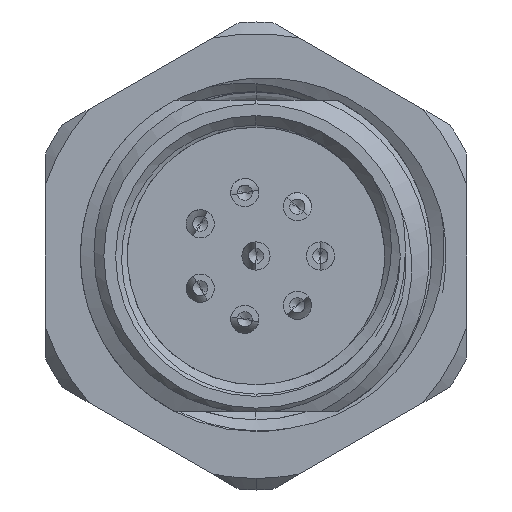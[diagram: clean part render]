
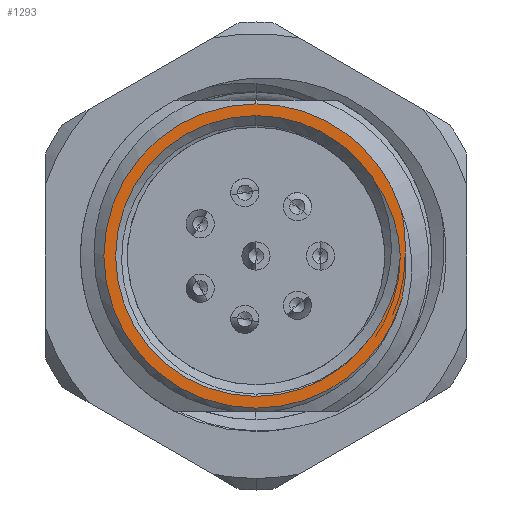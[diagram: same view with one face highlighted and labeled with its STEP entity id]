
A CAD part, left-side view. The second image highlights one B-rep face of the part: STEP entity #1293.
In plain terms, the highlighted planar face has unit normal (-1, 0, 0).
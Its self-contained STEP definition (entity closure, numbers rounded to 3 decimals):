
#137 = CARTESIAN_POINT ( 'NONE',  ( -15.3, -6.313, -1.489 ) ) ;
#233 = CARTESIAN_POINT ( 'NONE',  ( -15.3, 0., 0. ) ) ;
#818 = ORIENTED_EDGE ( 'NONE', *, *, #7529, .T. ) ;
#832 = EDGE_LOOP ( 'NONE', ( #1788, #9783, #6247, #7890, #9591 ) ) ;
#1063 = AXIS2_PLACEMENT_3D ( 'NONE', #7779, #2140, #9689 ) ;
#1182 = CARTESIAN_POINT ( 'NONE',  ( -15.3, -6.247, -1.796 ) ) ;
#1293 = ADVANCED_FACE ( 'NONE', ( #11587, #11893 ), #10349, .F. ) ;
#1509 = CARTESIAN_POINT ( 'NONE',  ( -15.3, -6.407, 0.715 ) ) ;
#1541 = CARTESIAN_POINT ( 'NONE',  ( -15.3, -6.14, -0.612 ) ) ;
#1708 = CARTESIAN_POINT ( 'NONE',  ( -15.3, -6.166, 0.001 ) ) ;
#1779 = EDGE_CURVE ( 'NONE', #2907, #1938, #6889, .T. ) ;
#1788 = ORIENTED_EDGE ( 'NONE', *, *, #4882, .T. ) ;
#1938 = VERTEX_POINT ( 'NONE', #11856 ) ;
#2140 = DIRECTION ( 'NONE',  ( -1., 0., 0. ) ) ;
#2342 = CIRCLE ( 'NONE', #6823, 6. ) ;
#2394 = CIRCLE ( 'NONE', #8907, 6.5 ) ;
#2426 = ORIENTED_EDGE ( 'NONE', *, *, #3559, .T. ) ;
#2428 = CARTESIAN_POINT ( 'NONE',  ( -15.3, -6.349, 1.337 ) ) ;
#2464 = DIRECTION ( 'NONE',  ( 0., 0., -1. ) ) ;
#2540 = CARTESIAN_POINT ( 'NONE',  ( -15.3, -6.024, -1.206 ) ) ;
#2569 = B_SPLINE_CURVE_WITH_KNOTS ( 'NONE', 3,
 ( #1182, #137, #9715, #4077, #5021, #5843 ),
 .UNSPECIFIED., .F., .F.,
 ( 4, 2, 4 ),
 ( 0.007, 0.007, 0.008 ),
 .UNSPECIFIED. ) ;
#2799 = DIRECTION ( 'NONE',  ( 1., 0., 0. ) ) ;
#2907 = VERTEX_POINT ( 'NONE', #5112 ) ;
#2968 = CIRCLE ( 'NONE', #9384, 6. ) ;
#2990 = CARTESIAN_POINT ( 'NONE',  ( -15.3, -6.166, 0.001 ) ) ;
#3185 = VERTEX_POINT ( 'NONE', #3815 ) ;
#3396 = EDGE_CURVE ( 'NONE', #3730, #8386, #3960, .T. ) ;
#3493 = CARTESIAN_POINT ( 'NONE',  ( -15.3, -4.958, -3.379 ) ) ;
#3559 = EDGE_CURVE ( 'NONE', #5253, #3185, #2968, .T. ) ;
#3730 = VERTEX_POINT ( 'NONE', #8707 ) ;
#3815 = CARTESIAN_POINT ( 'NONE',  ( -15.3, 0., -6. ) ) ;
#3873 = B_SPLINE_CURVE_WITH_KNOTS ( 'NONE', 3,
 ( #1708, #1541, #2540, #8296, #6338, #5428, #11040, #3493 ),
 .UNSPECIFIED., .F., .F.,
 ( 4, 2, 2, 4 ),
 ( 0., 0.002, 0.003, 0.004 ),
 .UNSPECIFIED. ) ;
#3948 = DIRECTION ( 'NONE',  ( 0., 0., -1. ) ) ;
#3960 = CIRCLE ( 'NONE', #5896, 6.5 ) ;
#4077 = CARTESIAN_POINT ( 'NONE',  ( -15.3, -6.4, -0.547 ) ) ;
#4084 = DIRECTION ( 'NONE',  ( 0., 0., -1. ) ) ;
#4307 = ORIENTED_EDGE ( 'NONE', *, *, #7629, .T. ) ;
#4366 = VERTEX_POINT ( 'NONE', #5157 ) ;
#4561 = CIRCLE ( 'NONE', #1063, 6.5 ) ;
#4734 = CARTESIAN_POINT ( 'NONE',  ( -15.3, -5.304, 2.88 ) ) ;
#4838 = DIRECTION ( 'NONE',  ( 1., 0., 0. ) ) ;
#4882 = EDGE_CURVE ( 'NONE', #8386, #7131, #2569, .T. ) ;
#5021 = CARTESIAN_POINT ( 'NONE',  ( -15.3, -6.399, -0.232 ) ) ;
#5112 = CARTESIAN_POINT ( 'NONE',  ( -15.3, -4.958, 3.38 ) ) ;
#5157 = CARTESIAN_POINT ( 'NONE',  ( -15.3, 0., 6. ) ) ;
#5253 = VERTEX_POINT ( 'NONE', #10157 ) ;
#5313 = CARTESIAN_POINT ( 'NONE',  ( -15.3, 0., 6.5 ) ) ;
#5428 = CARTESIAN_POINT ( 'NONE',  ( -15.3, -5.304, -2.881 ) ) ;
#5508 = CARTESIAN_POINT ( 'NONE',  ( -15.3, -4.958, 3.38 ) ) ;
#5537 = AXIS2_PLACEMENT_3D ( 'NONE', #9545, #11433, #9589 ) ;
#5689 = EDGE_LOOP ( 'NONE', ( #2426, #818, #6594, #12019, #4307 ) ) ;
#5843 = CARTESIAN_POINT ( 'NONE',  ( -15.3, -6.374, 0.083 ) ) ;
#5896 = AXIS2_PLACEMENT_3D ( 'NONE', #233, #6998, #4084 ) ;
#6097 = DIRECTION ( 'NONE',  ( 1., 0., 0. ) ) ;
#6175 = CARTESIAN_POINT ( 'NONE',  ( -15.3, 0., 0. ) ) ;
#6247 = ORIENTED_EDGE ( 'NONE', *, *, #8375, .T. ) ;
#6338 = CARTESIAN_POINT ( 'NONE',  ( -15.3, -5.591, -2.348 ) ) ;
#6439 = CARTESIAN_POINT ( 'NONE',  ( -15.3, 0., 0. ) ) ;
#6594 = ORIENTED_EDGE ( 'NONE', *, *, #8003, .T. ) ;
#6616 = CIRCLE ( 'NONE', #5537, 6. ) ;
#6665 = CARTESIAN_POINT ( 'NONE',  ( -15.3, -5.715, 2.069 ) ) ;
#6785 = CARTESIAN_POINT ( 'NONE',  ( -15.3, -6.14, 0.612 ) ) ;
#6823 = AXIS2_PLACEMENT_3D ( 'NONE', #6175, #6097, #2464 ) ;
#6889 = B_SPLINE_CURVE_WITH_KNOTS ( 'NONE', 3,
 ( #5508, #10322, #4734, #7604, #6665, #10492, #6785, #2990 ),
 .UNSPECIFIED., .F., .F.,
 ( 4, 2, 2, 4 ),
 ( 0.014, 0.015, 0.016, 0.018 ),
 .UNSPECIFIED. ) ;
#6998 = DIRECTION ( 'NONE',  ( -1., 0., 0. ) ) ;
#7131 = VERTEX_POINT ( 'NONE', #11127 ) ;
#7149 = VERTEX_POINT ( 'NONE', #10139 ) ;
#7412 = EDGE_CURVE ( 'NONE', #7596, #3730, #4561, .T. ) ;
#7529 = EDGE_CURVE ( 'NONE', #3185, #4366, #2342, .T. ) ;
#7596 = VERTEX_POINT ( 'NONE', #5313 ) ;
#7604 = CARTESIAN_POINT ( 'NONE',  ( -15.3, -5.593, 2.345 ) ) ;
#7629 = EDGE_CURVE ( 'NONE', #1938, #5253, #3873, .T. ) ;
#7779 = CARTESIAN_POINT ( 'NONE',  ( -15.3, 0., 0. ) ) ;
#7890 = ORIENTED_EDGE ( 'NONE', *, *, #7412, .T. ) ;
#8003 = EDGE_CURVE ( 'NONE', #4366, #2907, #6616, .T. ) ;
#8096 = AXIS2_PLACEMENT_3D ( 'NONE', #11385, #4838, #3948 ) ;
#8145 = CARTESIAN_POINT ( 'NONE',  ( -15.3, -6.201, 1.948 ) ) ;
#8296 = CARTESIAN_POINT ( 'NONE',  ( -15.3, -5.716, -2.067 ) ) ;
#8375 = EDGE_CURVE ( 'NONE', #7149, #7596, #2394, .T. ) ;
#8386 = VERTEX_POINT ( 'NONE', #8979 ) ;
#8464 = DIRECTION ( 'NONE',  ( 0., 0., -1. ) ) ;
#8707 = CARTESIAN_POINT ( 'NONE',  ( -15.3, 0., -6.5 ) ) ;
#8907 = AXIS2_PLACEMENT_3D ( 'NONE', #6439, #9376, #11067 ) ;
#8979 = CARTESIAN_POINT ( 'NONE',  ( -15.3, -6.247, -1.796 ) ) ;
#8990 = EDGE_CURVE ( 'NONE', #7131, #7149, #9520, .T. ) ;
#9376 = DIRECTION ( 'NONE',  ( -1., 0., 0. ) ) ;
#9384 = AXIS2_PLACEMENT_3D ( 'NONE', #10336, #2799, #8464 ) ;
#9520 = B_SPLINE_CURVE_WITH_KNOTS ( 'NONE', 3,
 ( #11870, #1509, #2428, #8145 ),
 .UNSPECIFIED., .F., .F.,
 ( 4, 4 ),
 ( 0., 0.002 ),
 .UNSPECIFIED. ) ;
#9545 = CARTESIAN_POINT ( 'NONE',  ( -15.3, 0., 0. ) ) ;
#9589 = DIRECTION ( 'NONE',  ( 0., 0., -1. ) ) ;
#9591 = ORIENTED_EDGE ( 'NONE', *, *, #3396, .T. ) ;
#9689 = DIRECTION ( 'NONE',  ( 0., 0., -1. ) ) ;
#9715 = CARTESIAN_POINT ( 'NONE',  ( -15.3, -6.357, -1.174 ) ) ;
#9783 = ORIENTED_EDGE ( 'NONE', *, *, #8990, .T. ) ;
#10139 = CARTESIAN_POINT ( 'NONE',  ( -15.3, -6.201, 1.948 ) ) ;
#10157 = CARTESIAN_POINT ( 'NONE',  ( -15.3, -4.958, -3.379 ) ) ;
#10322 = CARTESIAN_POINT ( 'NONE',  ( -15.3, -5.139, 3.138 ) ) ;
#10336 = CARTESIAN_POINT ( 'NONE',  ( -15.3, 0., 0. ) ) ;
#10349 = PLANE ( 'NONE',  #8096 ) ;
#10492 = CARTESIAN_POINT ( 'NONE',  ( -15.3, -6.02, 1.217 ) ) ;
#11040 = CARTESIAN_POINT ( 'NONE',  ( -15.3, -5.141, -3.136 ) ) ;
#11067 = DIRECTION ( 'NONE',  ( 0., 0., -1. ) ) ;
#11127 = CARTESIAN_POINT ( 'NONE',  ( -15.3, -6.374, 0.083 ) ) ;
#11385 = CARTESIAN_POINT ( 'NONE',  ( -15.3, 7.5, 0. ) ) ;
#11433 = DIRECTION ( 'NONE',  ( 1., 0., 0. ) ) ;
#11587 = FACE_BOUND ( 'NONE', #5689, .T. ) ;
#11856 = CARTESIAN_POINT ( 'NONE',  ( -15.3, -6.166, 0.001 ) ) ;
#11870 = CARTESIAN_POINT ( 'NONE',  ( -15.3, -6.374, 0.083 ) ) ;
#11893 = FACE_OUTER_BOUND ( 'NONE', #832, .T. ) ;
#12019 = ORIENTED_EDGE ( 'NONE', *, *, #1779, .T. ) ;
